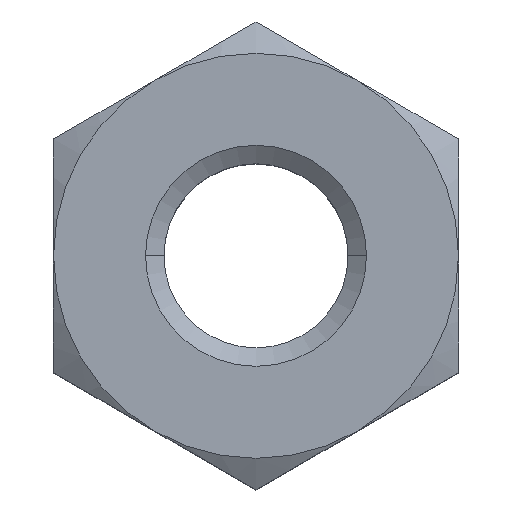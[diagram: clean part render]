
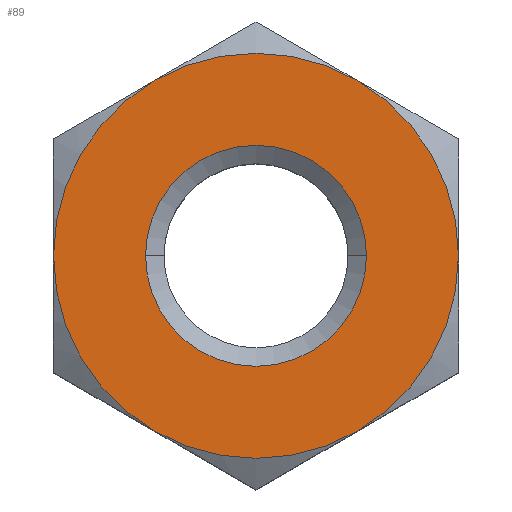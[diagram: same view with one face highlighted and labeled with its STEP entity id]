
A CAD part, top view. The second image highlights one B-rep face of the part: STEP entity #89.
In plain terms, the highlighted planar face has unit normal (0, 0, 1).
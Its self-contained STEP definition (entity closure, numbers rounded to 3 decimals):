
#1 = CARTESIAN_POINT ( 'NONE',  ( 0., 3.175, 0. ) ) ;
#13 = CARTESIAN_POINT ( 'NONE',  ( 0., 0., 0. ) ) ;
#27 = CARTESIAN_POINT ( 'NONE',  ( 0., 0., 0. ) ) ;
#28 = CARTESIAN_POINT ( 'NONE',  ( 0., 0., 0. ) ) ;
#37 = CARTESIAN_POINT ( 'NONE',  ( 0., 0., 0. ) ) ;
#40 = DIRECTION ( 'NONE',  ( -1., 0., 0. ) ) ;
#52 = CIRCLE ( 'NONE', #840, 2.75 ) ;
#71 = PLANE ( 'NONE',  #781 ) ;
#84 = DIRECTION ( 'NONE',  ( 0., 0., 1. ) ) ;
#88 = ORIENTED_EDGE ( 'NONE', *, *, #269, .F. ) ;
#89 = ADVANCED_FACE ( 'NONE', ( #352, #686 ), #71, .F. ) ;
#120 = CIRCLE ( 'NONE', #250, 2.75 ) ;
#149 = AXIS2_PLACEMENT_3D ( 'NONE', #230, #710, #40 ) ;
#151 = DIRECTION ( 'NONE',  ( 0., 0., -1. ) ) ;
#162 = CARTESIAN_POINT ( 'NONE',  ( 0., 0., 0. ) ) ;
#164 = DIRECTION ( 'NONE',  ( 1., 0., 0. ) ) ;
#170 = ORIENTED_EDGE ( 'NONE', *, *, #341, .F. ) ;
#183 = ORIENTED_EDGE ( 'NONE', *, *, #784, .F. ) ;
#192 = CIRCLE ( 'NONE', #337, 2.75 ) ;
#198 = DIRECTION ( 'NONE',  ( -1., 0., 0. ) ) ;
#211 = EDGE_LOOP ( 'NONE', ( #88, #170, #605, #369, #455, #881 ) ) ;
#219 = DIRECTION ( 'NONE',  ( -1., 0., 0. ) ) ;
#230 = CARTESIAN_POINT ( 'NONE',  ( 0., 0., 0. ) ) ;
#250 = AXIS2_PLACEMENT_3D ( 'NONE', #28, #490, #219 ) ;
#269 = EDGE_CURVE ( 'NONE', #320, #506, #388, .T. ) ;
#279 = VERTEX_POINT ( 'NONE', #351 ) ;
#286 = CARTESIAN_POINT ( 'NONE',  ( 1.5, 0., 0. ) ) ;
#290 = CIRCLE ( 'NONE', #375, 1.5 ) ;
#299 = EDGE_CURVE ( 'NONE', #538, #684, #192, .T. ) ;
#310 = CIRCLE ( 'NONE', #149, 2.75 ) ;
#320 = VERTEX_POINT ( 'NONE', #496 ) ;
#334 = CARTESIAN_POINT ( 'NONE',  ( -1.375, -2.382, 0. ) ) ;
#337 = AXIS2_PLACEMENT_3D ( 'NONE', #413, #84, #427 ) ;
#341 = EDGE_CURVE ( 'NONE', #596, #320, #755, .T. ) ;
#351 = CARTESIAN_POINT ( 'NONE',  ( 1.375, -2.382, 0. ) ) ;
#352 = FACE_BOUND ( 'NONE', #845, .T. ) ;
#369 = ORIENTED_EDGE ( 'NONE', *, *, #542, .F. ) ;
#375 = AXIS2_PLACEMENT_3D ( 'NONE', #648, #662, #164 ) ;
#388 = CIRCLE ( 'NONE', #618, 2.75 ) ;
#395 = EDGE_CURVE ( 'NONE', #279, #596, #120, .T. ) ;
#413 = CARTESIAN_POINT ( 'NONE',  ( 0., 0., 0. ) ) ;
#424 = AXIS2_PLACEMENT_3D ( 'NONE', #13, #629, #555 ) ;
#427 = DIRECTION ( 'NONE',  ( 1., 0., 0. ) ) ;
#433 = DIRECTION ( 'NONE',  ( -1., 0., 0. ) ) ;
#455 = ORIENTED_EDGE ( 'NONE', *, *, #299, .T. ) ;
#468 = AXIS2_PLACEMENT_3D ( 'NONE', #37, #643, #499 ) ;
#490 = DIRECTION ( 'NONE',  ( 0., 0., -1. ) ) ;
#496 = CARTESIAN_POINT ( 'NONE',  ( -2.75, 0., 0. ) ) ;
#499 = DIRECTION ( 'NONE',  ( -1., 0., 0. ) ) ;
#506 = VERTEX_POINT ( 'NONE', #669 ) ;
#516 = ORIENTED_EDGE ( 'NONE', *, *, #831, .F. ) ;
#526 = CIRCLE ( 'NONE', #424, 1.5 ) ;
#538 = VERTEX_POINT ( 'NONE', #790 ) ;
#542 = EDGE_CURVE ( 'NONE', #538, #279, #52, .T. ) ;
#555 = DIRECTION ( 'NONE',  ( 1., 0., 0. ) ) ;
#596 = VERTEX_POINT ( 'NONE', #334 ) ;
#605 = ORIENTED_EDGE ( 'NONE', *, *, #395, .F. ) ;
#618 = AXIS2_PLACEMENT_3D ( 'NONE', #27, #151, #634 ) ;
#629 = DIRECTION ( 'NONE',  ( 0., 0., 1. ) ) ;
#634 = DIRECTION ( 'NONE',  ( -1., 0., 0. ) ) ;
#643 = DIRECTION ( 'NONE',  ( 0., 0., -1. ) ) ;
#644 = DIRECTION ( 'NONE',  ( 0., 0., -1. ) ) ;
#648 = CARTESIAN_POINT ( 'NONE',  ( 0., 0., 0. ) ) ;
#662 = DIRECTION ( 'NONE',  ( 0., 0., 1. ) ) ;
#669 = CARTESIAN_POINT ( 'NONE',  ( -1.375, 2.382, 0. ) ) ;
#680 = EDGE_CURVE ( 'NONE', #506, #684, #310, .T. ) ;
#684 = VERTEX_POINT ( 'NONE', #777 ) ;
#686 = FACE_OUTER_BOUND ( 'NONE', #211, .T. ) ;
#710 = DIRECTION ( 'NONE',  ( 0., 0., -1. ) ) ;
#735 = CARTESIAN_POINT ( 'NONE',  ( -1.5, 0., 0. ) ) ;
#740 = VERTEX_POINT ( 'NONE', #286 ) ;
#755 = CIRCLE ( 'NONE', #468, 2.75 ) ;
#777 = CARTESIAN_POINT ( 'NONE',  ( 1.375, 2.382, 0. ) ) ;
#781 = AXIS2_PLACEMENT_3D ( 'NONE', #1, #883, #198 ) ;
#784 = EDGE_CURVE ( 'NONE', #740, #864, #526, .T. ) ;
#790 = CARTESIAN_POINT ( 'NONE',  ( 2.75, 0., 0. ) ) ;
#831 = EDGE_CURVE ( 'NONE', #864, #740, #290, .T. ) ;
#840 = AXIS2_PLACEMENT_3D ( 'NONE', #162, #644, #433 ) ;
#845 = EDGE_LOOP ( 'NONE', ( #183, #516 ) ) ;
#864 = VERTEX_POINT ( 'NONE', #735 ) ;
#881 = ORIENTED_EDGE ( 'NONE', *, *, #680, .F. ) ;
#883 = DIRECTION ( 'NONE',  ( 0., 0., -1. ) ) ;
